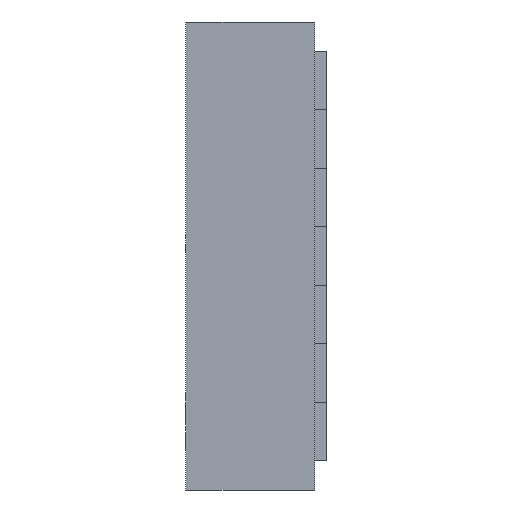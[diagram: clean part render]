
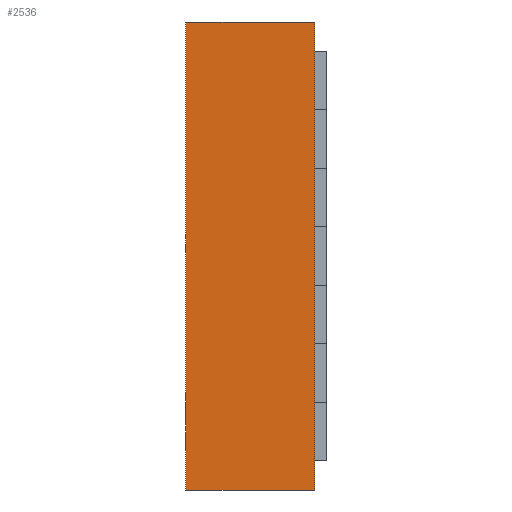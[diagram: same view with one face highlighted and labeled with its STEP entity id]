
A CAD part, left-side view. The second image highlights one B-rep face of the part: STEP entity #2536.
In plain terms, the highlighted planar face has unit normal (-1, 0, 0).
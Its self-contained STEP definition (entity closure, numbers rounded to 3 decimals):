
#28 = ORIENTED_EDGE ( 'NONE', *, *, #744, .T. ) ;
#58 = LINE ( 'NONE', #381, #1795 ) ;
#82 = CARTESIAN_POINT ( 'NONE',  ( -1.5, 0.6, 1. ) ) ;
#89 = CARTESIAN_POINT ( 'NONE',  ( -1.5, 0.6, 1. ) ) ;
#351 = EDGE_CURVE ( 'NONE', #1825, #2904, #2784, .T. ) ;
#381 = CARTESIAN_POINT ( 'NONE',  ( -1.5, 0.6, 1. ) ) ;
#466 = EDGE_LOOP ( 'NONE', ( #2903, #1478, #534, #28 ) ) ;
#534 = ORIENTED_EDGE ( 'NONE', *, *, #351, .F. ) ;
#563 = VERTEX_POINT ( 'NONE', #2948 ) ;
#604 = DIRECTION ( 'NONE',  ( 0., -1., 0. ) ) ;
#744 = EDGE_CURVE ( 'NONE', #1825, #563, #1772, .T. ) ;
#795 = EDGE_CURVE ( 'NONE', #563, #828, #1926, .T. ) ;
#828 = VERTEX_POINT ( 'NONE', #2635 ) ;
#832 = DIRECTION ( 'NONE',  ( 0., 0., 1. ) ) ;
#833 = PLANE ( 'NONE',  #3092 ) ;
#1096 = DIRECTION ( 'NONE',  ( 1., 0., 0. ) ) ;
#1117 = CARTESIAN_POINT ( 'NONE',  ( -1.5, 0.6, 1. ) ) ;
#1297 = CARTESIAN_POINT ( 'NONE',  ( -1.5, 0.6, -1. ) ) ;
#1478 = ORIENTED_EDGE ( 'NONE', *, *, #2913, .F. ) ;
#1543 = VECTOR ( 'NONE', #832, 1000. ) ;
#1548 = VECTOR ( 'NONE', #2286, 1000. ) ;
#1588 = DIRECTION ( 'NONE',  ( 0., 0., -1. ) ) ;
#1654 = VECTOR ( 'NONE', #2874, 1000. ) ;
#1772 = LINE ( 'NONE', #1297, #1548 ) ;
#1795 = VECTOR ( 'NONE', #604, 1000. ) ;
#1825 = VERTEX_POINT ( 'NONE', #3175 ) ;
#1926 = LINE ( 'NONE', #2132, #1654 ) ;
#2132 = CARTESIAN_POINT ( 'NONE',  ( -1.5, 0.05, 1. ) ) ;
#2273 = FACE_OUTER_BOUND ( 'NONE', #466, .T. ) ;
#2286 = DIRECTION ( 'NONE',  ( 0., -1., 0. ) ) ;
#2536 = ADVANCED_FACE ( 'NONE', ( #2273 ), #833, .F. ) ;
#2635 = CARTESIAN_POINT ( 'NONE',  ( -1.5, 0.05, 1. ) ) ;
#2784 = LINE ( 'NONE', #89, #1543 ) ;
#2874 = DIRECTION ( 'NONE',  ( 0., 0., 1. ) ) ;
#2903 = ORIENTED_EDGE ( 'NONE', *, *, #795, .T. ) ;
#2904 = VERTEX_POINT ( 'NONE', #1117 ) ;
#2913 = EDGE_CURVE ( 'NONE', #2904, #828, #58, .T. ) ;
#2948 = CARTESIAN_POINT ( 'NONE',  ( -1.5, 0.05, -1. ) ) ;
#3092 = AXIS2_PLACEMENT_3D ( 'NONE', #82, #1096, #1588 ) ;
#3175 = CARTESIAN_POINT ( 'NONE',  ( -1.5, 0.6, -1. ) ) ;
